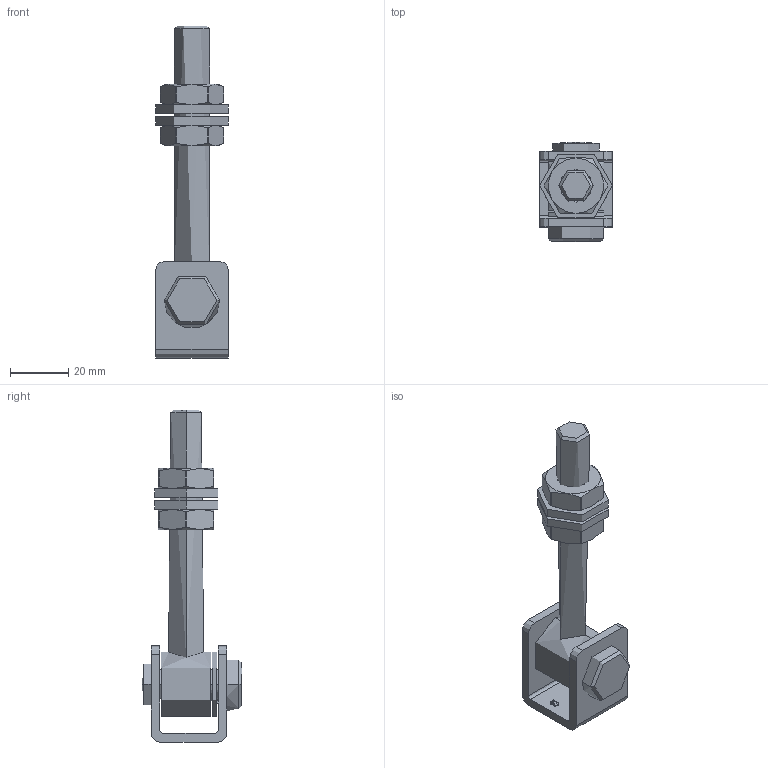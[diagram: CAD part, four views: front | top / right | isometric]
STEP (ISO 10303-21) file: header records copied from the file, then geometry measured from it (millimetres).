
FILE_DESCRIPTION (( 'STEP AP203' ), '1' );
FILE_NAME ('130-M12.step', '2021-07-07T10:51:01', ( '' ), ( '' ), 'SwSTEP 2.0', 'SolidWorks 2018', '' );
FILE_SCHEMA (( 'CONFIG_CONTROL_DESIGN' ));
Length unit declared in the file: millimetre
Products named in the file (18): Torband Teil2; Torband Teil5_130-M12 Teil5; DIN 936 M8-M24_DIN 936 M12; Torband Teil5; Torband Teil3; Torband Teil2_130-M12 Teil2; 130-Mxx Teil6; DIN 936 M8-M24; Torband Teil1_130-M12 Teil1; 130-M12; Torband Teil4; Torband Teil3_130-M12 Teil3; Torband Teil1; Torband Teil4_130-M12 Teil4; 130-Mxx Teil6_130-M12 Teil6
Assembly tree (11 placements, depth 2):
  Torband Teil2
  Torband Teil5
  Torband Teil3
  130-Mxx Teil6
  130-M12
    Torband Teil1_130-M12 Teil1
    Torband Teil2_130-M12 Teil2
    Torband Teil3_130-M12 Teil3
    Torband Teil4_130-M12 Teil4
    Torband Teil5_130-M12 Teil5
    DIN 936 M8-M24_DIN 936 M12  x2
    130-Mxx Teil6_130-M12 Teil6  x2
Bounding box: 25 x 33.97 x 113.75 mm (x, y, z)
Volume: 29720.6 mm3; surface area: 18032.1 mm2
Topology: 9 solids, 9 shells, 388 faces, 1002 edges, 656 vertices
Faces by surface type: plane 189, bspline 97, cylinder 56, cone 44, sphere 2
Entity records: 17895 total; most frequent: CARTESIAN_POINT 8211, ORIENTED_EDGE 1820, DIRECTION 1327, EDGE_CURVE 910, VERTEX_POINT 596, VECTOR 563, LINE 563, EDGE_LOOP 384
